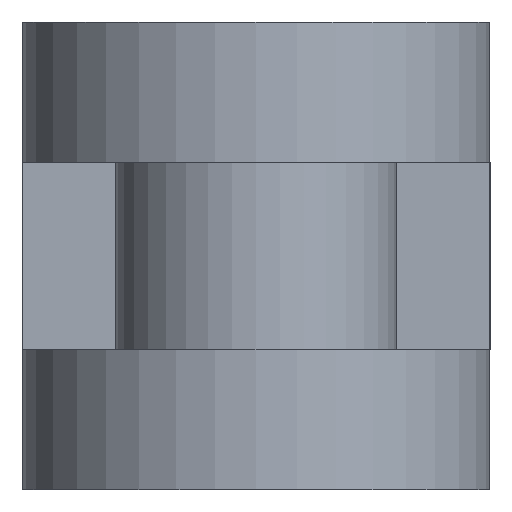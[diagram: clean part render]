
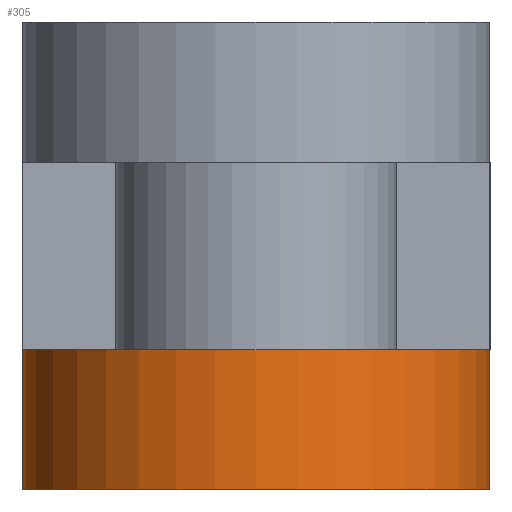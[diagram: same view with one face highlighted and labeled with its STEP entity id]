
A CAD part, left-side view. The second image highlights one B-rep face of the part: STEP entity #305.
In plain terms, the highlighted cylindrical face has radius 25 mm (diameter 50 mm), a partial arc.
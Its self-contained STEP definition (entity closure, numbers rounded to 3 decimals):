
#36=FACE_OUTER_BOUND('',#54,.T.);
#54=EDGE_LOOP('',(#244,#245,#246,#247));
#76=LINE('',#483,#108);
#85=LINE('',#501,#117);
#108=VECTOR('',#397,10.);
#117=VECTOR('',#408,10.);
#132=CIRCLE('',#339,25.);
#136=CIRCLE('',#348,25.);
#143=VERTEX_POINT('',#456);
#145=VERTEX_POINT('',#460);
#152=VERTEX_POINT('',#482);
#160=VERTEX_POINT('',#500);
#174=EDGE_CURVE('',#143,#145,#132,.T.);
#184=EDGE_CURVE('',#152,#143,#76,.T.);
#193=EDGE_CURVE('',#145,#160,#85,.T.);
#194=EDGE_CURVE('',#152,#160,#136,.T.);
#244=ORIENTED_EDGE('',*,*,#174,.T.);
#245=ORIENTED_EDGE('',*,*,#193,.T.);
#246=ORIENTED_EDGE('',*,*,#194,.F.);
#247=ORIENTED_EDGE('',*,*,#184,.T.);
#296=CYLINDRICAL_SURFACE('',#347,25.);
#305=ADVANCED_FACE('',(#36),#296,.T.);
#339=AXIS2_PLACEMENT_3D('',#462,#375,#376);
#347=AXIS2_PLACEMENT_3D('',#499,#406,#407);
#348=AXIS2_PLACEMENT_3D('',#502,#409,#410);
#375=DIRECTION('center_axis',(0.,0.,-1.));
#376=DIRECTION('ref_axis',(-1.,0.,0.));
#397=DIRECTION('',(0.,0.,1.));
#406=DIRECTION('center_axis',(0.,0.,1.));
#407=DIRECTION('ref_axis',(-1.,0.,0.));
#408=DIRECTION('',(0.,0.,-1.));
#409=DIRECTION('center_axis',(0.,0.,-1.));
#410=DIRECTION('ref_axis',(0.,1.,0.));
#456=CARTESIAN_POINT('',(0.,-25.,-10.));
#460=CARTESIAN_POINT('',(0.,25.,-10.));
#462=CARTESIAN_POINT('Origin',(0.,0.,-10.));
#482=CARTESIAN_POINT('',(0.,-25.,-25.));
#483=CARTESIAN_POINT('',(0.,-25.,0.));
#499=CARTESIAN_POINT('Origin',(0.,0.,0.));
#500=CARTESIAN_POINT('',(0.,25.,-25.));
#501=CARTESIAN_POINT('',(0.,25.,0.));
#502=CARTESIAN_POINT('Origin',(0.,0.,-25.));
